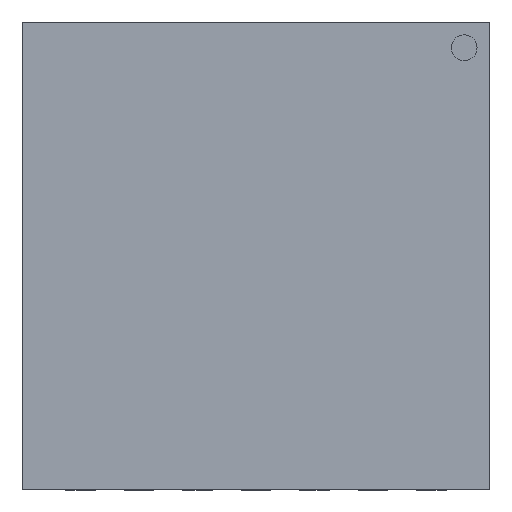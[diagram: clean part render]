
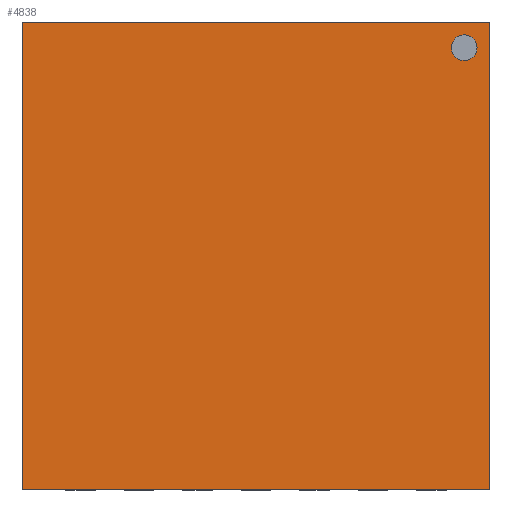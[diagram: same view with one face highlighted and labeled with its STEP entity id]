
A CAD part, top view. The second image highlights one B-rep face of the part: STEP entity #4838.
In plain terms, the highlighted planar face has unit normal (0, 0, 1).
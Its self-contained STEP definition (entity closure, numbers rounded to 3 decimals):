
#42=FACE_BOUND('',#654,.T.);
#130=CIRCLE('',#5222,0.11);
#365=FACE_OUTER_BOUND('',#653,.T.);
#653=EDGE_LOOP('',(#3811,#3812,#3813,#3814));
#654=EDGE_LOOP('',(#3815));
#1006=LINE('',#7287,#1579);
#1106=LINE('',#7515,#1679);
#1114=LINE('',#7538,#1687);
#1115=LINE('',#7540,#1688);
#1579=VECTOR('',#5832,10.);
#1679=VECTOR('',#6074,10.);
#1687=VECTOR('',#6102,10.);
#1688=VECTOR('',#6105,10.);
#2139=VERTEX_POINT('',#7284);
#2140=VERTEX_POINT('',#7286);
#2197=VERTEX_POINT('',#7514);
#2198=VERTEX_POINT('',#7518);
#2202=VERTEX_POINT('',#7536);
#2651=EDGE_CURVE('',#2140,#2139,#1006,.T.);
#2765=EDGE_CURVE('',#2197,#2140,#1106,.T.);
#2767=EDGE_CURVE('',#2198,#2198,#130,.T.);
#2776=EDGE_CURVE('',#2139,#2202,#1114,.T.);
#2777=EDGE_CURVE('',#2202,#2197,#1115,.T.);
#3811=ORIENTED_EDGE('',*,*,#2777,.T.);
#3812=ORIENTED_EDGE('',*,*,#2765,.T.);
#3813=ORIENTED_EDGE('',*,*,#2651,.T.);
#3814=ORIENTED_EDGE('',*,*,#2776,.T.);
#3815=ORIENTED_EDGE('',*,*,#2767,.T.);
#4578=PLANE('',#5232);
#4838=ADVANCED_FACE('',(#365,#42),#4578,.T.);
#5222=AXIS2_PLACEMENT_3D('',#7519,#6078,#6079);
#5232=AXIS2_PLACEMENT_3D('',#7541,#6106,#6107);
#5832=DIRECTION('',(-1.,0.,0.));
#6074=DIRECTION('',(0.,1.,0.));
#6078=DIRECTION('center_axis',(0.,0.,-1.));
#6079=DIRECTION('ref_axis',(-1.,0.,0.));
#6102=DIRECTION('',(0.,-1.,0.));
#6105=DIRECTION('',(1.,0.,0.));
#6106=DIRECTION('center_axis',(0.,0.,1.));
#6107=DIRECTION('ref_axis',(1.,0.,0.));
#7284=CARTESIAN_POINT('',(-2.,2.,0.5));
#7286=CARTESIAN_POINT('',(2.,2.,0.5));
#7287=CARTESIAN_POINT('',(-2.,2.,0.5));
#7514=CARTESIAN_POINT('',(2.,-2.,0.5));
#7515=CARTESIAN_POINT('',(2.,2.,0.5));
#7518=CARTESIAN_POINT('',(1.89,1.78,0.5));
#7519=CARTESIAN_POINT('Origin',(1.78,1.78,0.5));
#7536=CARTESIAN_POINT('',(-2.,-2.,0.5));
#7538=CARTESIAN_POINT('',(-2.,-2.,0.5));
#7540=CARTESIAN_POINT('',(2.,-2.,0.5));
#7541=CARTESIAN_POINT('Origin',(0.,0.,0.5));
